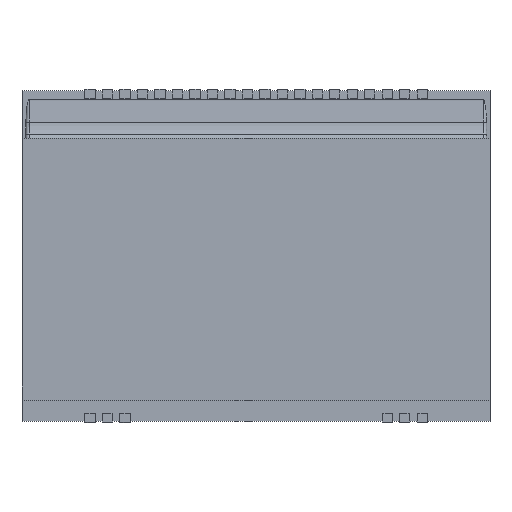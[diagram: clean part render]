
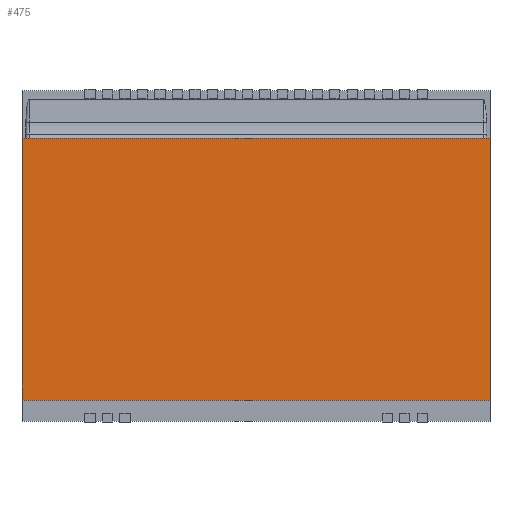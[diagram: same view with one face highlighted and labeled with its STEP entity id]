
A CAD part, top view. The second image highlights one B-rep face of the part: STEP entity #475.
In plain terms, the highlighted planar face has unit normal (0, 0, 1).
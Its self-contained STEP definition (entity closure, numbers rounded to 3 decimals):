
#346 = VERTEX_POINT('',#347);
#347 = CARTESIAN_POINT('',(0.,0.,1.5));
#362 = VERTEX_POINT('',#363);
#363 = CARTESIAN_POINT('',(0.,38.06,1.5));
#369 = EDGE_CURVE('',#346,#362,#370,.T.);
#370 = LINE('',#371,#372);
#371 = CARTESIAN_POINT('',(0.,0.,1.5));
#372 = VECTOR('',#373,1.);
#373 = DIRECTION('',(-0.,1.,0.));
#386 = VERTEX_POINT('',#387);
#387 = CARTESIAN_POINT('',(68.,0.,1.5));
#402 = VERTEX_POINT('',#403);
#403 = CARTESIAN_POINT('',(68.,38.06,1.5));
#409 = EDGE_CURVE('',#386,#402,#410,.T.);
#410 = LINE('',#411,#412);
#411 = CARTESIAN_POINT('',(68.,0.,1.5));
#412 = VECTOR('',#413,1.);
#413 = DIRECTION('',(-0.,1.,0.));
#430 = EDGE_CURVE('',#346,#386,#431,.T.);
#431 = LINE('',#432,#433);
#432 = CARTESIAN_POINT('',(0.,0.,1.5));
#433 = VECTOR('',#434,1.);
#434 = DIRECTION('',(1.,0.,-0.));
#452 = EDGE_CURVE('',#362,#402,#453,.T.);
#453 = LINE('',#454,#455);
#454 = CARTESIAN_POINT('',(0.,38.06,1.5));
#455 = VECTOR('',#456,1.);
#456 = DIRECTION('',(1.,0.,-0.));
#475 = ADVANCED_FACE('',(#476),#482,.T.);
#476 = FACE_BOUND('',#477,.T.);
#477 = EDGE_LOOP('',(#478,#479,#480,#481));
#478 = ORIENTED_EDGE('',*,*,#369,.F.);
#479 = ORIENTED_EDGE('',*,*,#430,.T.);
#480 = ORIENTED_EDGE('',*,*,#409,.T.);
#481 = ORIENTED_EDGE('',*,*,#452,.F.);
#482 = PLANE('',#483);
#483 = AXIS2_PLACEMENT_3D('',#484,#485,#486);
#484 = CARTESIAN_POINT('',(0.,0.,1.5));
#485 = DIRECTION('',(0.,0.,1.));
#486 = DIRECTION('',(1.,0.,-0.));
